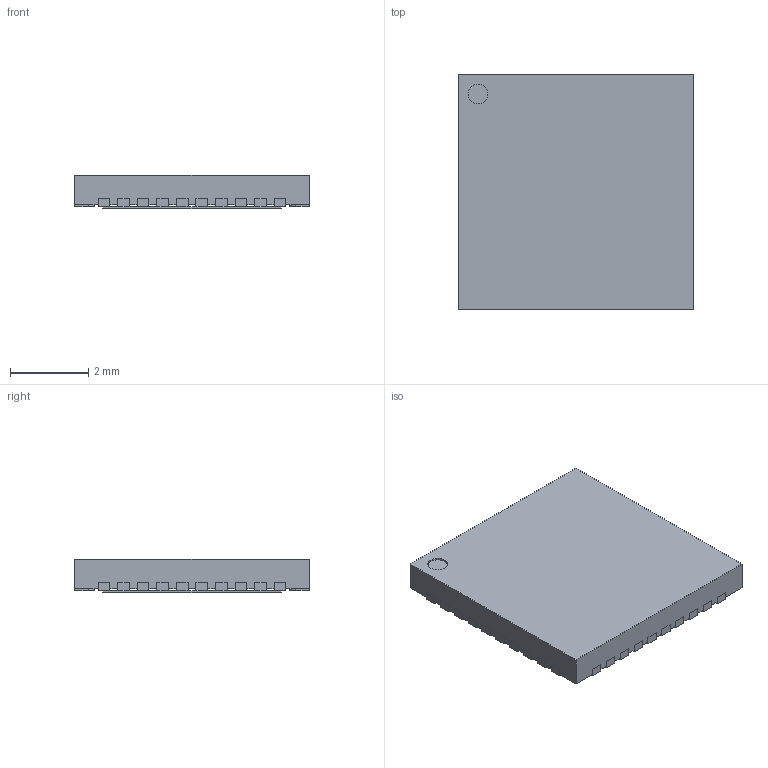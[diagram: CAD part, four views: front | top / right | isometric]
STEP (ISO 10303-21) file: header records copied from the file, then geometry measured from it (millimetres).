
FILE_DESCRIPTION(/* description */ (''),/* implementation_level */ '2;1');
FILE_NAME(/* name */ 'QFN50P600X600X80-41N-S455.stp',/* time_stamp */ '2016-05-23T15:48:33+02:00',/* author */ ('riccim'),/* organization */ (''),/* preprocessor_version */ 'ST-DEVELOPER v15.5',/* originating_system */ 'AutoCAD Mechanical',/* authorisation */ '');
FILE_SCHEMA (('AUTOMOTIVE_DESIGN { 1 0 10303 214 3 1 1 }'));
Length unit declared in the file: millimetre
Products named in the file (1): Product
Bounding box: 6 x 6 x 0.85 mm (x, y, z)
Volume: 28.3 mm3; surface area: 160.6 mm2
Topology: 42 solids, 42 shells, 414 faces, 987 edges, 658 vertices
Faces by surface type: plane 333, cylinder 81
Full cylindrical faces by diameter (mm): 0.5 x1
Entity records: 11866 total; most frequent: CARTESIAN_POINT 2059, DIRECTION 1978, ORIENTED_EDGE 1972, EDGE_CURVE 986, LINE 824, VECTOR 824, VERTEX_POINT 658, AXIS2_PLACEMENT_3D 577
